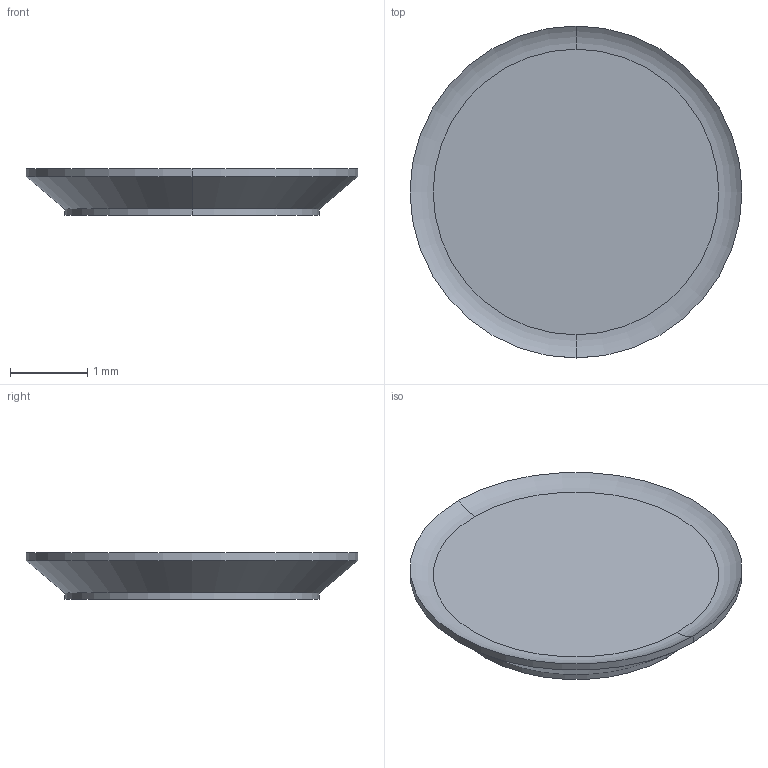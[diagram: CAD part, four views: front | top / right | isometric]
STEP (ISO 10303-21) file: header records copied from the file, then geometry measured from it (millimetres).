
FILE_DESCRIPTION(('FreeCAD Model'),'2;1');
FILE_NAME('WIN.step','2017-09-02T22:07:08',(''),(''), 'Open CASCADE STEP processor 6.8','FreeCAD','Unknown');
FILE_SCHEMA(('AUTOMOTIVE_DESIGN_CC2 { 1 2 10303 214 -1 1 5 4 }'));
Length unit declared in the file: millimetre
Products named in the file (1): M_LED_WIN
Bounding box: 4.3 x 4.3 x 0.6 mm (x, y, z)
Volume: 5.4 mm3; surface area: 34.5 mm2
Topology: 1 solids, 1 shells, 25 faces, 54 edges, 34 vertices
Faces by surface type: plane 17, cylinder 4, torus 2, cone 2
Entity records: 2105 total; most frequent: CARTESIAN_POINT 1002, DIRECTION 192, LINE 114, VECTOR 114, ORIENTED_EDGE 108, PCURVE 108, DEFINITIONAL_REPRESENTATION 108, EDGE_CURVE 54
